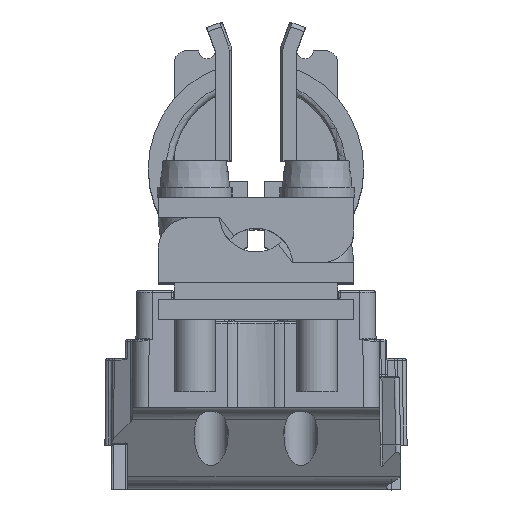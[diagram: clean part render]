
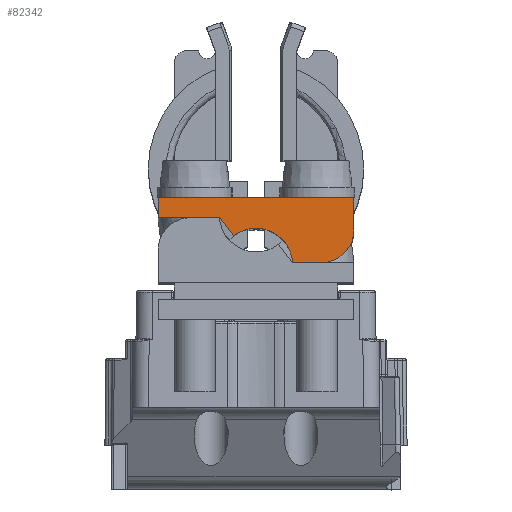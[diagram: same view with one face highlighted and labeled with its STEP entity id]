
A CAD part, top view. The second image highlights one B-rep face of the part: STEP entity #82342.
In plain terms, the highlighted planar face has unit normal (0, 0, 1).
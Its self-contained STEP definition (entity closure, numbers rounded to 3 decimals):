
#81474=DIRECTION('',(1.,0.,0.));
#81475=VECTOR('',#81474,24.);
#81476=CARTESIAN_POINT('',(-12.,0.,7.5));
#81477=LINE('',#81476,#81475);
#81657=DIRECTION('',(0.,1.,0.));
#81658=VECTOR('',#81657,2.5);
#81659=CARTESIAN_POINT('',(12.,0.,7.5));
#81660=LINE('',#81659,#81658);
#81693=CARTESIAN_POINT('',(-8.,4.,7.5));
#81694=DIRECTION('',(0.,0.,-1.));
#81695=DIRECTION('',(-1.,0.,0.));
#81696=AXIS2_PLACEMENT_3D('',#81693,#81694,#81695);
#81701=DIRECTION('',(1.,0.,0.));
#81702=VECTOR('',#81701,3.51);
#81703=CARTESIAN_POINT('',(-8.,8.,7.5));
#81704=LINE('',#81703,#81702);
#81708=CARTESIAN_POINT('',(0.,8.3,7.5));
#81709=DIRECTION('',(0.,0.,1.));
#81710=DIRECTION('',(-0.998,-0.067,0.));
#81711=AXIS2_PLACEMENT_3D('',#81708,#81709,#81710);
#81716=DIRECTION('',(0.609,-0.793,0.));
#81717=VECTOR('',#81716,2.811);
#81718=CARTESIAN_POINT('',(2.739,4.73,7.5));
#81719=LINE('',#81718,#81717);
#81723=DIRECTION('',(1.,0.,0.));
#81724=VECTOR('',#81723,7.55);
#81725=CARTESIAN_POINT('',(4.45,2.5,7.5));
#81726=LINE('',#81725,#81724);
#81730=DIRECTION('',(0.,1.,0.));
#81731=VECTOR('',#81730,4.);
#81732=CARTESIAN_POINT('',(-12.,0.,7.5));
#81733=LINE('',#81732,#81731);
#82002=CARTESIAN_POINT('',(-12.,0.,7.5));
#82004=VERTEX_POINT('',#82002);
#82005=CARTESIAN_POINT('',(12.,0.,7.5));
#82006=VERTEX_POINT('',#82005);
#82027=CARTESIAN_POINT('',(-12.,4.,7.5));
#82028=VERTEX_POINT('',#82027);
#82047=CARTESIAN_POINT('',(12.,2.5,7.5));
#82049=VERTEX_POINT('',#82047);
#82051=CARTESIAN_POINT('',(4.45,2.5,7.5));
#82053=VERTEX_POINT('',#82051);
#82057=CARTESIAN_POINT('',(2.739,4.73,7.5));
#82058=VERTEX_POINT('',#82057);
#82061=CARTESIAN_POINT('',(-8.,8.,7.5));
#82062=VERTEX_POINT('',#82061);
#82063=CARTESIAN_POINT('',(-4.49,8.,7.5));
#82064=VERTEX_POINT('',#82063);
#82324=CARTESIAN_POINT('',(-12.,0.,7.5));
#82325=DIRECTION('',(0.,0.,1.));
#82326=DIRECTION('',(1.,0.,0.));
#82327=AXIS2_PLACEMENT_3D('',#82324,#82325,#82326);
#82328=PLANE('',#82327);
#82330=ORIENTED_EDGE('',*,*,#82329,.T.);
#82332=ORIENTED_EDGE('',*,*,#82331,.T.);
#82334=ORIENTED_EDGE('',*,*,#82333,.T.);
#82335=ORIENTED_EDGE('',*,*,#82308,.T.);
#82336=ORIENTED_EDGE('',*,*,#82290,.T.);
#82337=ORIENTED_EDGE('',*,*,#82266,.F.);
#82338=ORIENTED_EDGE('',*,*,#82102,.F.);
#82339=ORIENTED_EDGE('',*,*,#82145,.T.);
#82340=EDGE_LOOP('',(#82330,#82332,#82334,#82335,#82336,#82337,#82338,#82339));
#82341=FACE_OUTER_BOUND('',#82340,.F.);
#81697=CIRCLE('',#81696,4.);
#81712=CIRCLE('',#81711,4.5);
#82102=EDGE_CURVE('',#82004,#82006,#81477,.T.);
#82145=EDGE_CURVE('',#82004,#82028,#81733,.T.);
#82266=EDGE_CURVE('',#82006,#82049,#81660,.T.);
#82290=EDGE_CURVE('',#82053,#82049,#81726,.T.);
#82308=EDGE_CURVE('',#82058,#82053,#81719,.T.);
#82329=EDGE_CURVE('',#82028,#82062,#81697,.T.);
#82331=EDGE_CURVE('',#82062,#82064,#81704,.T.);
#82333=EDGE_CURVE('',#82064,#82058,#81712,.T.);
#82342=ADVANCED_FACE('',(#82341),#82328,.T.);
